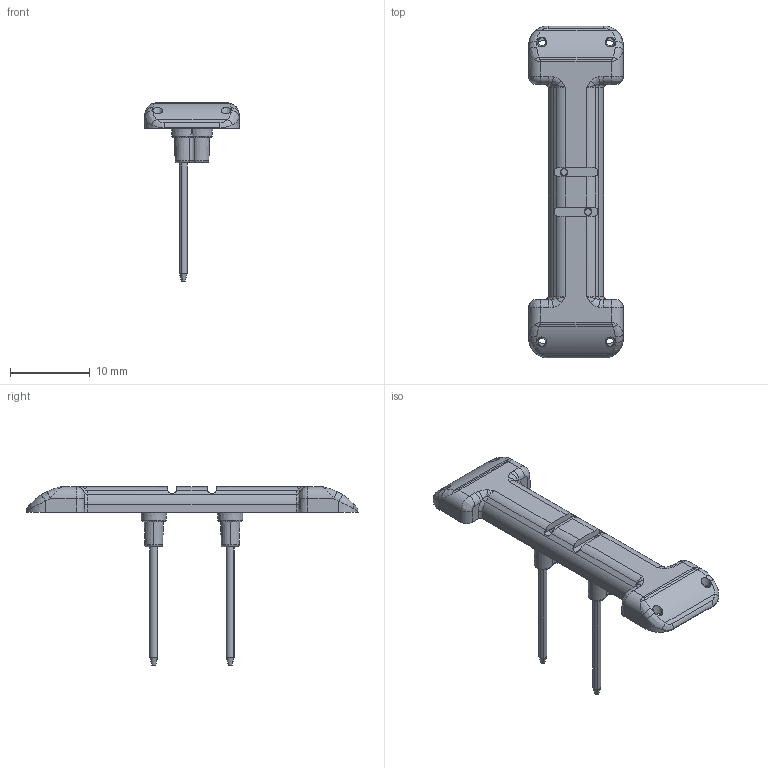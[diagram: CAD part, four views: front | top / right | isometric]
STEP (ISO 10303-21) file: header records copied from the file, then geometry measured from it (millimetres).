
FILE_DESCRIPTION(('CATIA V5 STEP Exchange','CAx-IF Rec.Pracs.--- Model Styling and Organization---1.4--- 2014-01-23'),'2;1');
FILE_NAME('752057_AllCATPart.stp','2020-02-13T09:34:02+00:00',('none'),('none'),'CATIA Version 5-6 Release 2017 SP3','CATIA V5 STEP AP214','none');
FILE_SCHEMA(('AUTOMOTIVE_DESIGN { 1 0 10303 214 1 1 1 1 }'));
Length unit declared in the file: millimetre
Products named in the file (1): 752057_AllCATPart
Bounding box: 11.94 x 41.74 x 22.4 mm (x, y, z)
Volume: 815.9 mm3; surface area: 1941.1 mm2
Topology: 1 solids, 1 shells, 412 faces, 1094 edges, 696 vertices
Faces by surface type: plane 198, cylinder 82, cone 72, bspline 44, torus 16
Entity records: 14242 total; most frequent: CARTESIAN_POINT 5025, ORIENTED_EDGE 2180, DIRECTION 1381, EDGE_CURVE 1090, VERTEX_POINT 696, VECTOR 599, LINE 599, AXIS2_PLACEMENT_3D 527
